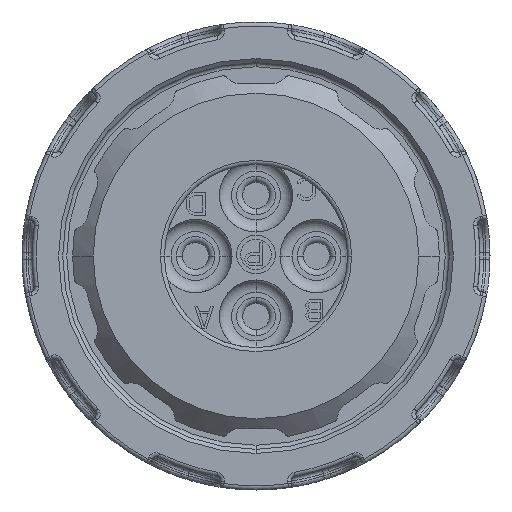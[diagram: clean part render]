
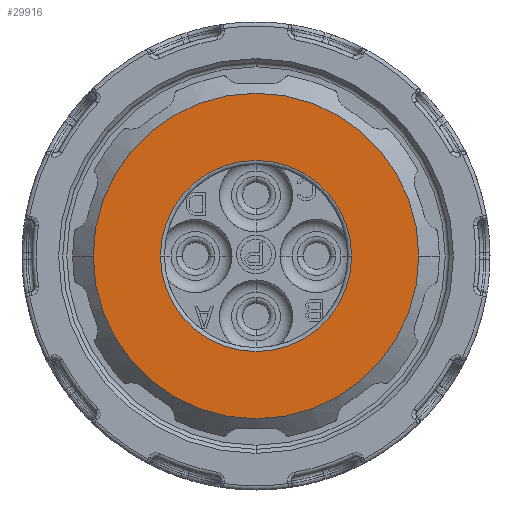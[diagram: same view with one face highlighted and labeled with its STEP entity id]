
A CAD part, front view. The second image highlights one B-rep face of the part: STEP entity #29916.
In plain terms, the highlighted planar face has unit normal (0, -1, 0).
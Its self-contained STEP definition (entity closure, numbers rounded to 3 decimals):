
#6005=CARTESIAN_POINT('',(0.,-31.45,0.));
#6006=DIRECTION('',(0.,1.,0.));
#6007=DIRECTION('',(-1.,0.,0.));
#6008=AXIS2_PLACEMENT_3D('',#6005,#6006,#6007);
#6010=CARTESIAN_POINT('',(0.,-31.45,0.));
#6011=DIRECTION('',(0.,1.,0.));
#6012=DIRECTION('',(1.,0.,0.));
#6013=AXIS2_PLACEMENT_3D('',#6010,#6011,#6012);
#6015=CARTESIAN_POINT('',(0.,-31.45,0.));
#6016=DIRECTION('',(0.,1.,0.));
#6017=DIRECTION('',(0.,0.,-1.));
#6018=AXIS2_PLACEMENT_3D('',#6015,#6016,#6017);
#6020=CARTESIAN_POINT('',(0.,-31.45,0.));
#6021=DIRECTION('',(0.,-1.,0.));
#6022=DIRECTION('',(1.,0.,0.));
#6023=AXIS2_PLACEMENT_3D('',#6020,#6021,#6022);
#6025=CARTESIAN_POINT('',(0.,-31.45,0.));
#6026=DIRECTION('',(0.,-1.,0.));
#6027=DIRECTION('',(-1.,0.,0.));
#6028=AXIS2_PLACEMENT_3D('',#6025,#6026,#6027);
#18616=CARTESIAN_POINT('',(4.7,-31.45,0.));
#18617=VERTEX_POINT('',#18616);
#18618=CARTESIAN_POINT('',(-4.7,-31.45,0.));
#18619=VERTEX_POINT('',#18618);
#18620=CARTESIAN_POINT('',(-8.,-31.45,0.));
#18621=CARTESIAN_POINT('',(8.,-31.45,0.));
#18622=VERTEX_POINT('',#18620);
#18623=VERTEX_POINT('',#18621);
#18624=CARTESIAN_POINT('',(0.,-31.45,
-8.));
#18625=VERTEX_POINT('',#18624);
#29898=CARTESIAN_POINT('',(0.,-31.45,0.004));
#29899=DIRECTION('',(0.,1.,0.));
#29900=DIRECTION('',(1.,0.,0.));
#29901=AXIS2_PLACEMENT_3D('',#29898,#29899,#29900);
#29902=PLANE('',#29901);
#29904=ORIENTED_EDGE('',*,*,#29903,.T.);
#29906=ORIENTED_EDGE('',*,*,#29905,.T.);
#29908=ORIENTED_EDGE('',*,*,#29907,.T.);
#29909=EDGE_LOOP('',(#29904,#29906,#29908));
#29910=FACE_OUTER_BOUND('',#29909,.F.);
#29911=ORIENTED_EDGE('',*,*,#29888,.T.);
#29913=ORIENTED_EDGE('',*,*,#29912,.T.);
#29914=EDGE_LOOP('',(#29911,#29913));
#29915=FACE_BOUND('',#29914,.F.);
#29916=ADVANCED_FACE('',(#29910,#29915),#29902,.F.);
#6009=CIRCLE('',#6008,8.);
#6014=CIRCLE('',#6013,8.);
#6019=CIRCLE('',#6018,8.);
#6024=CIRCLE('',#6023,4.7);
#6029=CIRCLE('',#6028,4.7);
#29888=EDGE_CURVE('',#18617,#18619,#6024,.T.);
#29903=EDGE_CURVE('',#18622,#18623,#6009,.T.);
#29905=EDGE_CURVE('',#18623,#18625,#6014,.T.);
#29907=EDGE_CURVE('',#18625,#18622,#6019,.T.);
#29912=EDGE_CURVE('',#18619,#18617,#6029,.T.);
